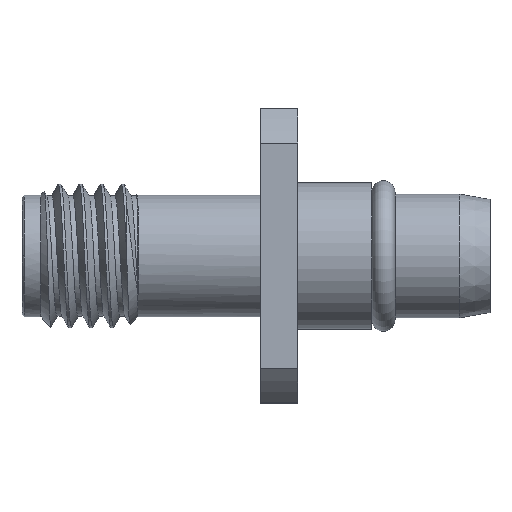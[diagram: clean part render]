
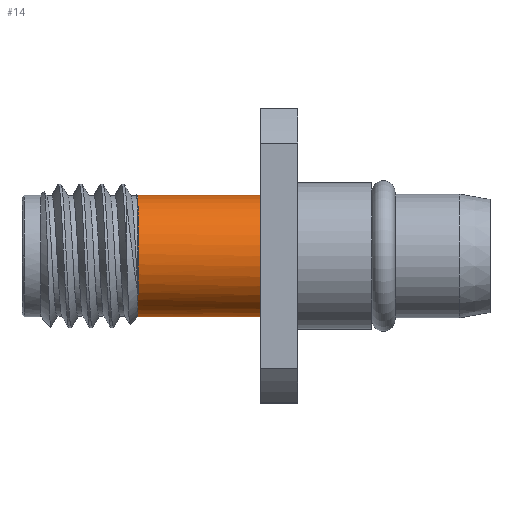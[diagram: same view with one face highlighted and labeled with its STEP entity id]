
A CAD part, top view. The second image highlights one B-rep face of the part: STEP entity #14.
In plain terms, the highlighted cylindrical face has radius 2.625 mm (diameter 5.25 mm), a partial arc.
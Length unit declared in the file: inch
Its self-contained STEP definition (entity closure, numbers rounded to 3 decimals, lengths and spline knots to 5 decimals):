
#11 = EDGE_CURVE ( 'NONE', #1345, #656, #1050, .T. ) ;
#14 = ADVANCED_FACE ( 'NONE', ( #4449 ), #3714, .T. ) ;
#62 = DIRECTION ( 'NONE',  ( -1., 0., 0. ) ) ;
#72 = VERTEX_POINT ( 'NONE', #1300 ) ;
#89 = CARTESIAN_POINT ( 'NONE',  ( 0.40551, -0.10335, 0. ) ) ;
#110 = CIRCLE ( 'NONE', #3195, 0.10335 ) ;
#235 = EDGE_CURVE ( 'NONE', #72, #265, #3804, .T. ) ;
#265 = VERTEX_POINT ( 'NONE', #4201 ) ;
#418 = CARTESIAN_POINT ( 'NONE',  ( 0.19685, 0., 0. ) ) ;
#515 = AXIS2_PLACEMENT_3D ( 'NONE', #418, #805, #1863 ) ;
#528 = VECTOR ( 'NONE', #1962, 39.37008 ) ;
#539 = VERTEX_POINT ( 'NONE', #3009 ) ;
#552 = DIRECTION ( 'NONE',  ( 1., 0., 0. ) ) ;
#637 = EDGE_CURVE ( 'NONE', #3645, #715, #1578, .T. ) ;
#656 = VERTEX_POINT ( 'NONE', #2640 ) ;
#683 = CARTESIAN_POINT ( 'NONE',  ( 0.19685, 0.08957, 0.05156 ) ) ;
#715 = VERTEX_POINT ( 'NONE', #1889 ) ;
#720 = DIRECTION ( 'NONE',  ( 0., 1., 0. ) ) ;
#805 = DIRECTION ( 'NONE',  ( -1., 0., 0. ) ) ;
#833 = DIRECTION ( 'NONE',  ( -1., 0., 0. ) ) ;
#874 = CIRCLE ( 'NONE', #2188, 0.10335 ) ;
#883 = DIRECTION ( 'NONE',  ( 0., 1., 0. ) ) ;
#959 = CIRCLE ( 'NONE', #1728, 0.10335 ) ;
#1050 = CIRCLE ( 'NONE', #515, 0.10335 ) ;
#1138 = CARTESIAN_POINT ( 'NONE',  ( 0.83504, 0., 0. ) ) ;
#1282 = DIRECTION ( 'NONE',  ( 0., 1., 0. ) ) ;
#1289 = ORIENTED_EDGE ( 'NONE', *, *, #2303, .F. ) ;
#1300 = CARTESIAN_POINT ( 'NONE',  ( 0.40551, 0.10335, 0. ) ) ;
#1345 = VERTEX_POINT ( 'NONE', #683 ) ;
#1350 = CARTESIAN_POINT ( 'NONE',  ( 0.19685, 0., 0. ) ) ;
#1415 = AXIS2_PLACEMENT_3D ( 'NONE', #1350, #3557, #1282 ) ;
#1455 = DIRECTION ( 'NONE',  ( 0., 1., 0. ) ) ;
#1578 = LINE ( 'NONE', #2617, #528 ) ;
#1584 = CARTESIAN_POINT ( 'NONE',  ( 0.19685, 0., 0. ) ) ;
#1728 = AXIS2_PLACEMENT_3D ( 'NONE', #2851, #4341, #720 ) ;
#1863 = DIRECTION ( 'NONE',  ( 0., 1., 0. ) ) ;
#1889 = CARTESIAN_POINT ( 'NONE',  ( 0.19685, -0.10335, 0. ) ) ;
#1917 = ORIENTED_EDGE ( 'NONE', *, *, #3577, .F. ) ;
#1962 = DIRECTION ( 'NONE',  ( -1., 0., 0. ) ) ;
#2188 = AXIS2_PLACEMENT_3D ( 'NONE', #1584, #833, #883 ) ;
#2303 = EDGE_CURVE ( 'NONE', #715, #539, #3124, .T. ) ;
#2549 = ORIENTED_EDGE ( 'NONE', *, *, #3663, .F. ) ;
#2617 = CARTESIAN_POINT ( 'NONE',  ( 0.83504, -0.10335, 0. ) ) ;
#2640 = CARTESIAN_POINT ( 'NONE',  ( 0.19685, 0.08957, 0.05156 ) ) ;
#2763 = VECTOR ( 'NONE', #3439, 39.37008 ) ;
#2796 = EDGE_LOOP ( 'NONE', ( #4055, #2549, #4805, #1917, #3818, #3283, #1289 ) ) ;
#2851 = CARTESIAN_POINT ( 'NONE',  ( 0.19685, 0., 0. ) ) ;
#3009 = CARTESIAN_POINT ( 'NONE',  ( 0.19685, -0.0625, 0.0823 ) ) ;
#3090 = CARTESIAN_POINT ( 'NONE',  ( 0.40551, 0., 0. ) ) ;
#3098 = EDGE_CURVE ( 'NONE', #539, #1345, #959, .T. ) ;
#3124 = CIRCLE ( 'NONE', #1415, 0.10335 ) ;
#3195 = AXIS2_PLACEMENT_3D ( 'NONE', #3090, #552, #3498 ) ;
#3283 = ORIENTED_EDGE ( 'NONE', *, *, #3098, .F. ) ;
#3439 = DIRECTION ( 'NONE',  ( -1., 0., 0. ) ) ;
#3465 = CARTESIAN_POINT ( 'NONE',  ( 0.83504, 0.10335, 0. ) ) ;
#3498 = DIRECTION ( 'NONE',  ( 0., 1., 0. ) ) ;
#3557 = DIRECTION ( 'NONE',  ( -1., 0., 0. ) ) ;
#3577 = EDGE_CURVE ( 'NONE', #656, #265, #874, .T. ) ;
#3645 = VERTEX_POINT ( 'NONE', #89 ) ;
#3663 = EDGE_CURVE ( 'NONE', #72, #3645, #110, .T. ) ;
#3714 = CYLINDRICAL_SURFACE ( 'NONE', #3763, 0.10335 ) ;
#3763 = AXIS2_PLACEMENT_3D ( 'NONE', #1138, #62, #1455 ) ;
#3804 = LINE ( 'NONE', #3465, #2763 ) ;
#3818 = ORIENTED_EDGE ( 'NONE', *, *, #11, .F. ) ;
#4055 = ORIENTED_EDGE ( 'NONE', *, *, #637, .F. ) ;
#4201 = CARTESIAN_POINT ( 'NONE',  ( 0.19685, 0.10335, 0. ) ) ;
#4341 = DIRECTION ( 'NONE',  ( -1., 0., 0. ) ) ;
#4449 = FACE_OUTER_BOUND ( 'NONE', #2796, .T. ) ;
#4805 = ORIENTED_EDGE ( 'NONE', *, *, #235, .T. ) ;
